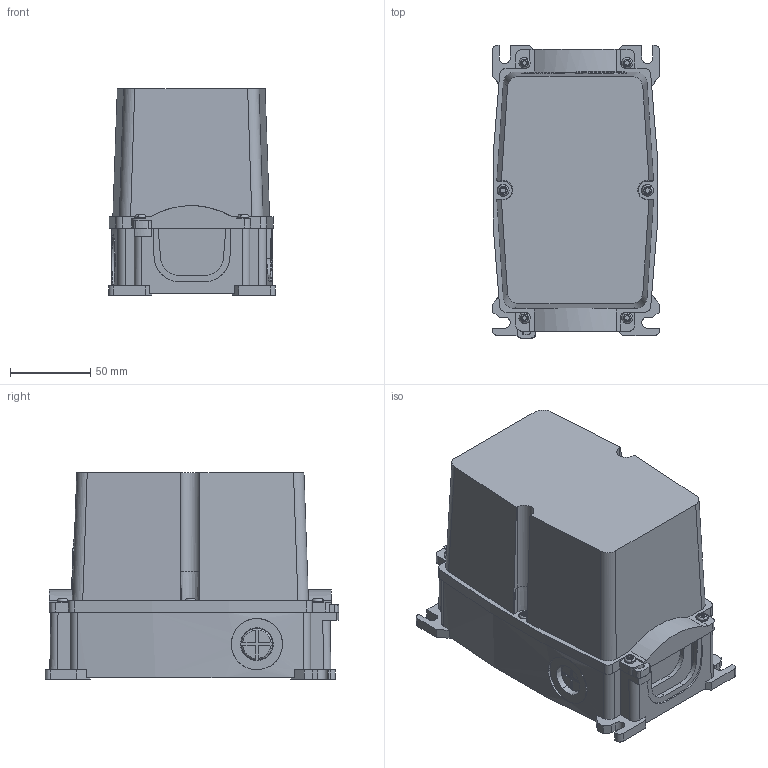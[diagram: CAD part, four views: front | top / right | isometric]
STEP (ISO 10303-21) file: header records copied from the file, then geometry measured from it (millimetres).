
FILE_DESCRIPTION(('CATIA V5 STEP Exchange','CAx-IF Rec.Pracs.--- Model Styling and Organization---1.5--- 2016-08-15','CAx-IF Rec.Pracs.---Supplemental Geometry---1.0---2011-11-01','CAx-IF Rec.Pracs.--- Composite Materials ---1.1---2010-07-15'),'2;1');
FILE_NAME ('1167943-5_0', '2025-03-24T10:45:00+00:00', ('none'), ('Weidmueller'), 'CATIA Version 5-6 Release 2022 SP4 HF5', 'CATIA V5 STEP AP214 v3', 'none');
FILE_SCHEMA(('AUTOMOTIVE_DESIGN { 1 0 10303 214 1 1 1 1 }'));
Length unit declared in the file: millimetre
Products named in the file (1): 2703920000
Bounding box: 104 x 183.08 x 129 mm (x, y, z)
Volume: 1762785.8 mm3; surface area: 116580.8 mm2
Topology: 1 solids, 14 shells, 581 faces, 1610 edges, 1074 vertices
Faces by surface type: plane 300, cylinder 214, cone 32, torus 12, sphere 12, extrusion 8, bspline 3
Entity records: 19758 total; most frequent: CARTESIAN_POINT 5754, ORIENTED_EDGE 3220, DIRECTION 2081, EDGE_CURVE 1610, VERTEX_POINT 1074, VECTOR 880, LINE 872, AXIS2_PLACEMENT_3D 814
